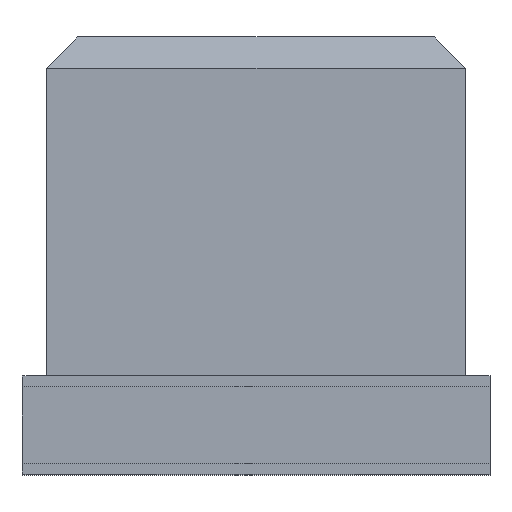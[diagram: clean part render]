
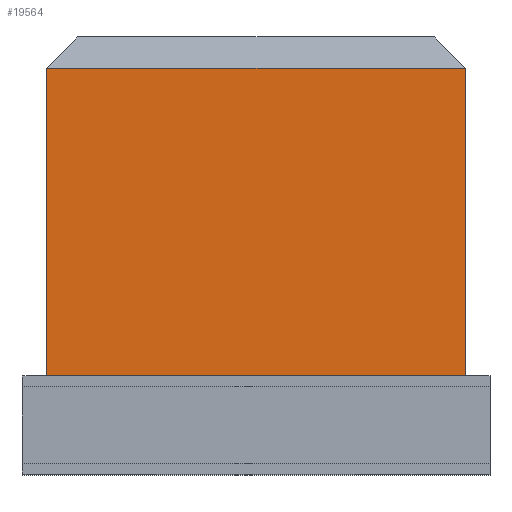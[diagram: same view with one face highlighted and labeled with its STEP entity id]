
A CAD part, top view. The second image highlights one B-rep face of the part: STEP entity #19564.
In plain terms, the highlighted planar face has unit normal (0, 0, 1).
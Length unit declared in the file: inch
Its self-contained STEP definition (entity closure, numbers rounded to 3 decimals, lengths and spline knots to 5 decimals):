
#268 = VERTEX_POINT ( 'NONE', #15861 ) ;
#342 = CARTESIAN_POINT ( 'NONE',  ( -0.06713, 0.47018, 0.06713 ) ) ;
#1722 = PLANE ( 'NONE',  #16591 ) ;
#3469 = EDGE_CURVE ( 'NONE', #13299, #22860, #4884, .T. ) ;
#4046 = LINE ( 'NONE', #18528, #21103 ) ;
#4884 = LINE ( 'NONE', #8519, #9451 ) ;
#5403 = EDGE_CURVE ( 'NONE', #22860, #268, #14737, .T. ) ;
#5734 = DIRECTION ( 'NONE',  ( -1., 0., 0. ) ) ;
#6978 = EDGE_CURVE ( 'NONE', #13299, #14439, #23081, .T. ) ;
#7712 = DIRECTION ( 'NONE',  ( 0., 0., -1. ) ) ;
#8519 = CARTESIAN_POINT ( 'NONE',  ( -0.06713, 0.13016, 0.06713 ) ) ;
#8619 = ORIENTED_EDGE ( 'NONE', *, *, #5403, .T. ) ;
#8703 = DIRECTION ( 'NONE',  ( 0., -1., 0. ) ) ;
#9451 = VECTOR ( 'NONE', #19253, 39.37008 ) ;
#10149 = VECTOR ( 'NONE', #8703, 39.37008 ) ;
#10439 = VECTOR ( 'NONE', #14505, 39.37008 ) ;
#11779 = DIRECTION ( 'NONE',  ( 1., 0., 0. ) ) ;
#11959 = EDGE_LOOP ( 'NONE', ( #14811, #16157, #8619, #20478 ) ) ;
#13299 = VERTEX_POINT ( 'NONE', #20951 ) ;
#14030 = CARTESIAN_POINT ( 'NONE',  ( 0.06713, 0.47018, 0.06713 ) ) ;
#14329 = CARTESIAN_POINT ( 'NONE',  ( 0.06713, 0.47018, 0.06713 ) ) ;
#14439 = VERTEX_POINT ( 'NONE', #15211 ) ;
#14505 = DIRECTION ( 'NONE',  ( 0., -1., 0. ) ) ;
#14737 = LINE ( 'NONE', #342, #10439 ) ;
#14811 = ORIENTED_EDGE ( 'NONE', *, *, #6978, .F. ) ;
#15211 = CARTESIAN_POINT ( 'NONE',  ( 0.06713, 0.0315, 0.06713 ) ) ;
#15861 = CARTESIAN_POINT ( 'NONE',  ( -0.06713, 0.0315, 0.06713 ) ) ;
#16157 = ORIENTED_EDGE ( 'NONE', *, *, #3469, .T. ) ;
#16591 = AXIS2_PLACEMENT_3D ( 'NONE', #14329, #7712, #5734 ) ;
#17867 = FACE_OUTER_BOUND ( 'NONE', #11959, .T. ) ;
#18528 = CARTESIAN_POINT ( 'NONE',  ( 0.06713, 0.0315, 0.06713 ) ) ;
#19253 = DIRECTION ( 'NONE',  ( -1., 0., 0. ) ) ;
#19564 = ADVANCED_FACE ( 'NONE', ( #17867 ), #1722, .F. ) ;
#19933 = EDGE_CURVE ( 'NONE', #268, #14439, #4046, .T. ) ;
#20386 = CARTESIAN_POINT ( 'NONE',  ( -0.06713, 0.13016, 0.06713 ) ) ;
#20478 = ORIENTED_EDGE ( 'NONE', *, *, #19933, .T. ) ;
#20951 = CARTESIAN_POINT ( 'NONE',  ( 0.06713, 0.13016, 0.06713 ) ) ;
#21103 = VECTOR ( 'NONE', #11779, 39.37008 ) ;
#22860 = VERTEX_POINT ( 'NONE', #20386 ) ;
#23081 = LINE ( 'NONE', #14030, #10149 ) ;
